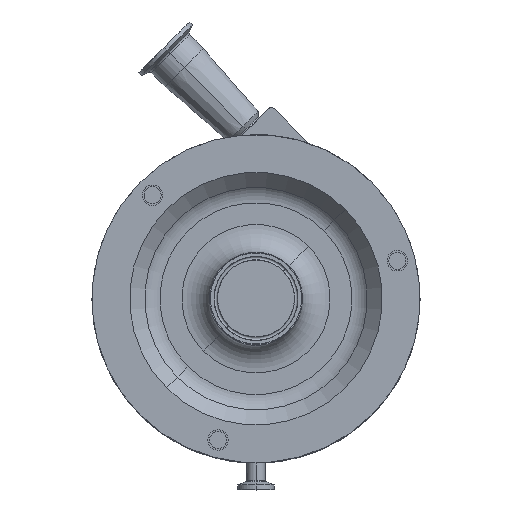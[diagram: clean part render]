
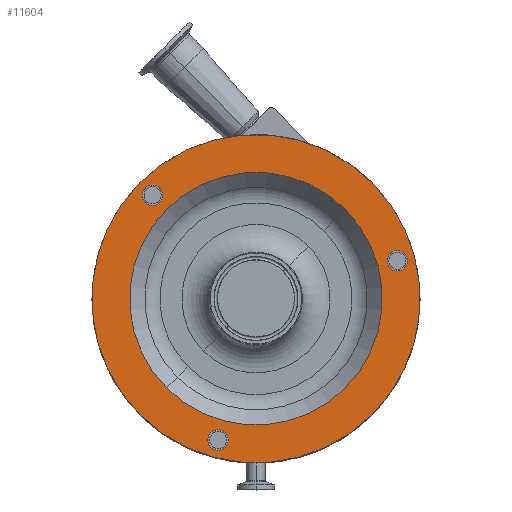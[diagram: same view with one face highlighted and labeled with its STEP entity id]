
A CAD part, top view. The second image highlights one B-rep face of the part: STEP entity #11604.
In plain terms, the highlighted planar face has unit normal (0, 0, 1).
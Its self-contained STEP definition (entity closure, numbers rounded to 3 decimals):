
#150 = DIRECTION ( 'NONE',  ( 0.707, 0.707, 0. ) ) ;
#368 = DIRECTION ( 'NONE',  ( 0.707, 0.707, 0. ) ) ;
#443 = FACE_BOUND ( 'NONE', #2869, .T. ) ;
#909 = EDGE_CURVE ( 'NONE', #14063, #8304, #8093, .T. ) ;
#1037 = CARTESIAN_POINT ( 'NONE',  ( -72.478, 72.478, 206.5 ) ) ;
#1187 = DIRECTION ( 'NONE',  ( 0., 0., 1. ) ) ;
#1199 = CIRCLE ( 'NONE', #8742, 88.5 ) ;
#1631 = CIRCLE ( 'NONE', #12910, 88.5 ) ;
#1638 = AXIS2_PLACEMENT_3D ( 'NONE', #12629, #8570, #14077 ) ;
#1685 = PLANE ( 'NONE',  #6021 ) ;
#1722 = ORIENTED_EDGE ( 'NONE', *, *, #15456, .F. ) ;
#1766 = AXIS2_PLACEMENT_3D ( 'NONE', #10743, #17921, #5491 ) ;
#1837 = CIRCLE ( 'NONE', #5035, 7.144 ) ;
#2818 = DIRECTION ( 'NONE',  ( 0.707, 0.707, 0. ) ) ;
#2869 = EDGE_LOOP ( 'NONE', ( #1722, #14356 ) ) ;
#3126 = CARTESIAN_POINT ( 'NONE',  ( 0., 0., 206.5 ) ) ;
#3170 = EDGE_CURVE ( 'NONE', #3983, #16578, #17411, .T. ) ;
#3239 = DIRECTION ( 'NONE',  ( 0., -1., 0. ) ) ;
#3246 = VERTEX_POINT ( 'NONE', #15536 ) ;
#3300 = EDGE_CURVE ( 'NONE', #3246, #11361, #1199, .T. ) ;
#3661 = DIRECTION ( 'NONE',  ( 0., 0., 1. ) ) ;
#3746 = VERTEX_POINT ( 'NONE', #4597 ) ;
#3760 = DIRECTION ( 'NONE',  ( 0.707, 0.707, 0. ) ) ;
#3822 = EDGE_LOOP ( 'NONE', ( #14079, #15516 ) ) ;
#3865 = CIRCLE ( 'NONE', #5316, 7.144 ) ;
#3983 = VERTEX_POINT ( 'NONE', #10630 ) ;
#4181 = ORIENTED_EDGE ( 'NONE', *, *, #8277, .F. ) ;
#4597 = CARTESIAN_POINT ( 'NONE',  ( 81.317, 81.317, 206.5 ) ) ;
#4953 = DIRECTION ( 'NONE',  ( 0., 0., 1. ) ) ;
#5035 = AXIS2_PLACEMENT_3D ( 'NONE', #15922, #11756, #368 ) ;
#5199 = CARTESIAN_POINT ( 'NONE',  ( -77.53, 67.427, 206.5 ) ) ;
#5316 = AXIS2_PLACEMENT_3D ( 'NONE', #15033, #12308, #16585 ) ;
#5363 = DIRECTION ( 'NONE',  ( 0.707, 0.707, 0. ) ) ;
#5491 = DIRECTION ( 'NONE',  ( 0.707, 0.707, 0. ) ) ;
#5501 = VERTEX_POINT ( 'NONE', #16005 ) ;
#5506 = AXIS2_PLACEMENT_3D ( 'NONE', #8086, #1187, #5363 ) ;
#5697 = FACE_BOUND ( 'NONE', #3822, .T. ) ;
#5981 = EDGE_CURVE ( 'NONE', #5501, #11014, #3865, .T. ) ;
#6021 = AXIS2_PLACEMENT_3D ( 'NONE', #14191, #15648, #3239 ) ;
#6307 = CARTESIAN_POINT ( 'NONE',  ( -26.529, -99.007, 206.5 ) ) ;
#6783 = CARTESIAN_POINT ( 'NONE',  ( -81.317, -81.317, 206.5 ) ) ;
#6828 = EDGE_LOOP ( 'NONE', ( #7838, #15697 ) ) ;
#6866 = VERTEX_POINT ( 'NONE', #6783 ) ;
#7057 = FACE_BOUND ( 'NONE', #14279, .T. ) ;
#7144 = CARTESIAN_POINT ( 'NONE',  ( -62.579, -62.579, 206.5 ) ) ;
#7378 = CIRCLE ( 'NONE', #10836, 115. ) ;
#7838 = ORIENTED_EDGE ( 'NONE', *, *, #3300, .F. ) ;
#8076 = CARTESIAN_POINT ( 'NONE',  ( 104.059, 31.58, 206.5 ) ) ;
#8086 = CARTESIAN_POINT ( 'NONE',  ( 0., 0., 206.5 ) ) ;
#8093 = CIRCLE ( 'NONE', #12984, 7.144 ) ;
#8275 = CARTESIAN_POINT ( 'NONE',  ( -31.58, -104.059, 206.5 ) ) ;
#8277 = EDGE_CURVE ( 'NONE', #16578, #3983, #1837, .T. ) ;
#8304 = VERTEX_POINT ( 'NONE', #12849 ) ;
#8440 = AXIS2_PLACEMENT_3D ( 'NONE', #6307, #4953, #10471 ) ;
#8570 = DIRECTION ( 'NONE',  ( 0., 0., 1. ) ) ;
#8742 = AXIS2_PLACEMENT_3D ( 'NONE', #3126, #15274, #150 ) ;
#8774 = FACE_BOUND ( 'NONE', #6828, .T. ) ;
#9111 = DIRECTION ( 'NONE',  ( 0.707, 0.707, 0. ) ) ;
#9313 = EDGE_CURVE ( 'NONE', #6866, #3746, #7378, .T. ) ;
#9512 = DIRECTION ( 'NONE',  ( 0., 0., 1. ) ) ;
#10413 = CIRCLE ( 'NONE', #5506, 115. ) ;
#10471 = DIRECTION ( 'NONE',  ( 0.707, 0.707, 0. ) ) ;
#10630 = CARTESIAN_POINT ( 'NONE',  ( 93.956, 21.478, 206.5 ) ) ;
#10743 = CARTESIAN_POINT ( 'NONE',  ( 99.007, 26.529, 206.5 ) ) ;
#10836 = AXIS2_PLACEMENT_3D ( 'NONE', #17549, #16164, #3760 ) ;
#11014 = VERTEX_POINT ( 'NONE', #8275 ) ;
#11049 = ORIENTED_EDGE ( 'NONE', *, *, #3170, .F. ) ;
#11361 = VERTEX_POINT ( 'NONE', #7144 ) ;
#11604 = ADVANCED_FACE ( 'NONE', ( #15470, #7057, #5697, #443, #8774 ), #1685, .F. ) ;
#11756 = DIRECTION ( 'NONE',  ( 0., 0., 1. ) ) ;
#12308 = DIRECTION ( 'NONE',  ( 0., 0., 1. ) ) ;
#12629 = CARTESIAN_POINT ( 'NONE',  ( -72.478, 72.478, 206.5 ) ) ;
#12849 = CARTESIAN_POINT ( 'NONE',  ( -67.427, 77.53, 206.5 ) ) ;
#12910 = AXIS2_PLACEMENT_3D ( 'NONE', #17872, #9512, #2818 ) ;
#12984 = AXIS2_PLACEMENT_3D ( 'NONE', #1037, #3661, #9111 ) ;
#14063 = VERTEX_POINT ( 'NONE', #5199 ) ;
#14077 = DIRECTION ( 'NONE',  ( 0.707, 0.707, 0. ) ) ;
#14079 = ORIENTED_EDGE ( 'NONE', *, *, #5981, .F. ) ;
#14191 = CARTESIAN_POINT ( 'NONE',  ( -22.627, 22.627, 206.5 ) ) ;
#14279 = EDGE_LOOP ( 'NONE', ( #4181, #11049 ) ) ;
#14356 = ORIENTED_EDGE ( 'NONE', *, *, #909, .F. ) ;
#14543 = EDGE_CURVE ( 'NONE', #3746, #6866, #10413, .T. ) ;
#15033 = CARTESIAN_POINT ( 'NONE',  ( -26.529, -99.007, 206.5 ) ) ;
#15111 = CIRCLE ( 'NONE', #8440, 7.144 ) ;
#15168 = EDGE_CURVE ( 'NONE', #11014, #5501, #15111, .T. ) ;
#15274 = DIRECTION ( 'NONE',  ( 0., 0., 1. ) ) ;
#15456 = EDGE_CURVE ( 'NONE', #8304, #14063, #17877, .T. ) ;
#15470 = FACE_OUTER_BOUND ( 'NONE', #16384, .T. ) ;
#15516 = ORIENTED_EDGE ( 'NONE', *, *, #15168, .F. ) ;
#15536 = CARTESIAN_POINT ( 'NONE',  ( 62.579, 62.579, 206.5 ) ) ;
#15648 = DIRECTION ( 'NONE',  ( 0., 0., -1. ) ) ;
#15697 = ORIENTED_EDGE ( 'NONE', *, *, #16525, .F. ) ;
#15922 = CARTESIAN_POINT ( 'NONE',  ( 99.007, 26.529, 206.5 ) ) ;
#16005 = CARTESIAN_POINT ( 'NONE',  ( -21.478, -93.956, 206.5 ) ) ;
#16164 = DIRECTION ( 'NONE',  ( 0., 0., 1. ) ) ;
#16384 = EDGE_LOOP ( 'NONE', ( #17608, #17127 ) ) ;
#16525 = EDGE_CURVE ( 'NONE', #11361, #3246, #1631, .T. ) ;
#16578 = VERTEX_POINT ( 'NONE', #8076 ) ;
#16585 = DIRECTION ( 'NONE',  ( 0.707, 0.707, 0. ) ) ;
#17127 = ORIENTED_EDGE ( 'NONE', *, *, #9313, .T. ) ;
#17411 = CIRCLE ( 'NONE', #1766, 7.144 ) ;
#17549 = CARTESIAN_POINT ( 'NONE',  ( 0., 0., 206.5 ) ) ;
#17608 = ORIENTED_EDGE ( 'NONE', *, *, #14543, .T. ) ;
#17872 = CARTESIAN_POINT ( 'NONE',  ( 0., 0., 206.5 ) ) ;
#17877 = CIRCLE ( 'NONE', #1638, 7.144 ) ;
#17921 = DIRECTION ( 'NONE',  ( 0., 0., 1. ) ) ;
